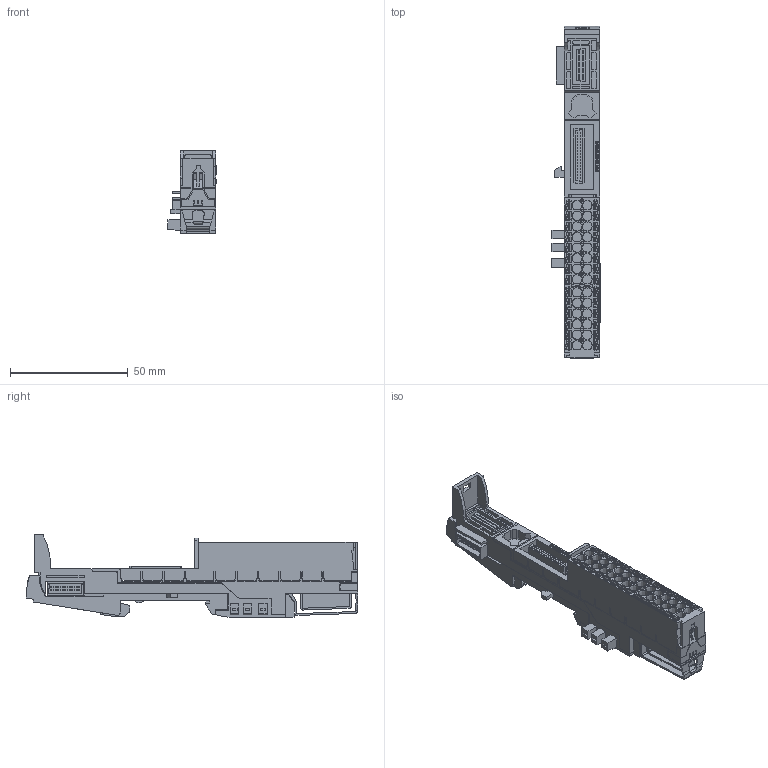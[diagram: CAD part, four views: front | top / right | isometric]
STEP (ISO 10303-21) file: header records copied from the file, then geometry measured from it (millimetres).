
FILE_DESCRIPTION(/* description */ (''),/* implementation_level */ '2;1');
FILE_NAME(/* name */ '6ES7193-6BP20-0DA0_3d.stp',/* time_stamp */ '2018-07-06T11:32:46+08:00',/* author */ ('xxx'),/* organization */ ('Siemens'),/* preprocessor_version */ 'ST-DEVELOPER v16',/* originating_system */ 'SIEMENS PLM Software NX 10.0',/* authorisation */ '');
FILE_SCHEMA (('AUTOMOTIVE_DESIGN { 1 0 10303 214 3 1 1 1 }'));
Products named in the file (3): A5E38731470A_002; A5E30876208A_001; A5E30876209A_003
Assembly tree (2 placements, depth 2):
  A5E30876209A_003
    A5E30876208A_001
    A5E38731470A_002
Bounding box: 20.41 x 141.05 x 35 mm (x, y, z)
Volume: 34500.5 mm3; surface area: 37845.5 mm2
Topology: 181 solids, 181 shells, 3230 faces, 8257 edges, 5498 vertices
Faces by surface type: plane 2773, extrusion 258, cylinder 199
Full cylindrical faces by diameter (mm): 1 x8, 1.067 x5
Entity records: 116016 total; most frequent: CARTESIAN_POINT 35047, ORIENTED_EDGE 16380, DIRECTION 14189, EDGE_CURVE 8190, VECTOR 7439, LINE 7181, VERTEX_POINT 5498, EDGE_LOOP 3580
